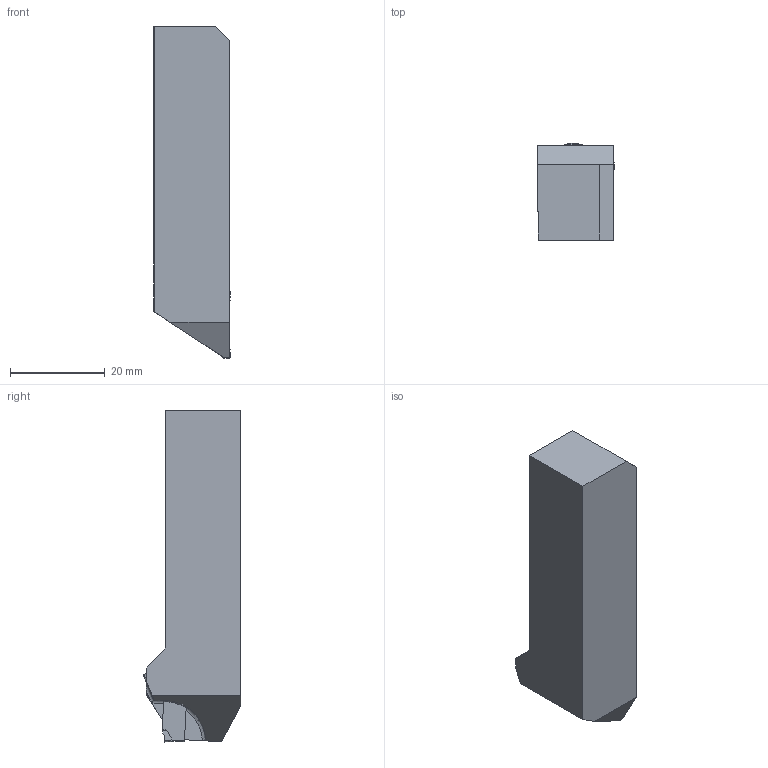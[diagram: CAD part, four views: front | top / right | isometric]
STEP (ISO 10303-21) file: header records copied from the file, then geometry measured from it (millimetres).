
FILE_DESCRIPTION(/* description */ (''),/* implementation_level */ '2;1');
FILE_NAME(/* name */ '1616074619115.stp',/* time_stamp */ '2021-03-18T19:07:22+06:00',/* author */ (''),/* organization */ ('SMS'),/* preprocessor_version */ 'ST-DEVELOPER v16.7',/* originating_system */ 'SIEMENS PLM Software NX 12.0',/* authorisation */ '');
FILE_SCHEMA (('AUTOMOTIVE_DESIGN { 1 0 10303 214 3 1 1 1 }'));
Length unit declared in the file: millimetre
Products named in the file (4): ASSEMBLY_CONSTRUCTION; 201539459mod000_00; 203381307mod000_00; 203381321mod000_00
Assembly tree (3 placements, depth 2):
  203381321mod000_00
    203381307mod000_00
    201539459mod000_00
    ASSEMBLY_CONSTRUCTION
Bounding box: 16.14 x 20.47 x 70 mm (x, y, z)
Volume: 16595 mm3; surface area: 4898.2 mm2
Topology: 2 solids, 2 shells, 116 faces, 321 edges, 219 vertices
Faces by surface type: plane 53, cylinder 32, extrusion 21, cone 8, torus 2
Entity records: 4585 total; most frequent: CARTESIAN_POINT 1557, ORIENTED_EDGE 636, DIRECTION 525, EDGE_CURVE 318, VERTEX_POINT 208, VECTOR 195, LINE 174, AXIS2_PLACEMENT_3D 165
